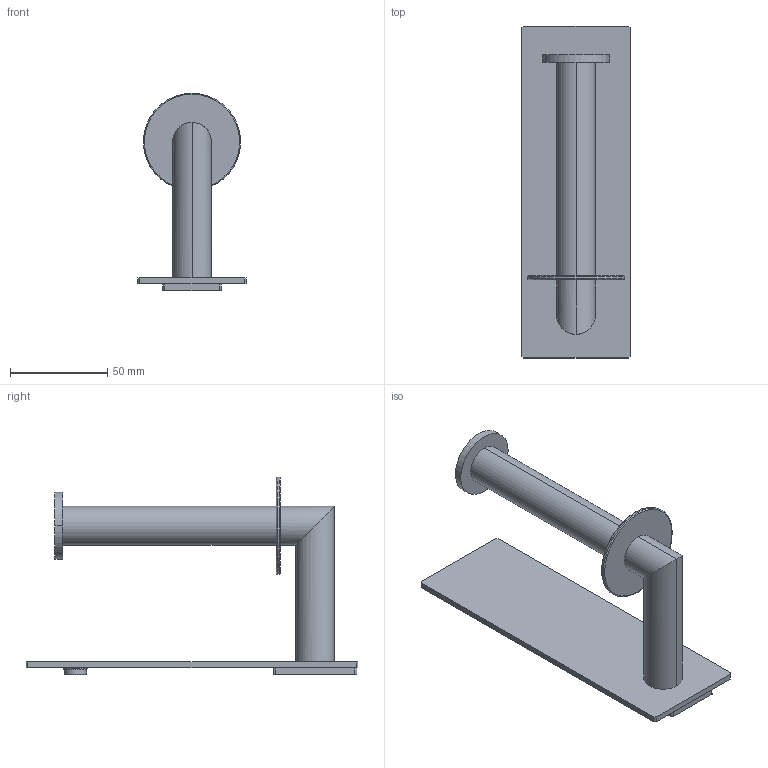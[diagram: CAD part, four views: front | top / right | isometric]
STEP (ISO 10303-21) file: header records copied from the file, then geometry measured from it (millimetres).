
FILE_DESCRIPTION((''),'2;1');
FILE_NAME('2807','2022-02-14T13:08:17',('jinson.thomas'),(''),'CREO PARAMETRIC BY PTC INC, 2018400','CREO PARAMETRIC BY PTC INC, 2018400','');
FILE_SCHEMA(('CONFIG_CONTROL_DESIGN'));
Length unit declared in the file: inch
Products named in the file (1): 2807
Bounding box: 55.88 x 170.94 x 101.65 mm (x, y, z)
Volume: 103816.3 mm3; surface area: 38835.5 mm2
Topology: 1 solids, 2 shells, 54 faces, 120 edges, 75 vertices
Faces by surface type: plane 22, cylinder 20, torus 10, cone 2
Entity records: 1620 total; most frequent: CARTESIAN_POINT 347, DIRECTION 278, ORIENTED_EDGE 236, EDGE_CURVE 118, AXIS2_PLACEMENT_3D 110, VERTEX_POINT 75, EDGE_LOOP 61, VECTOR 58
